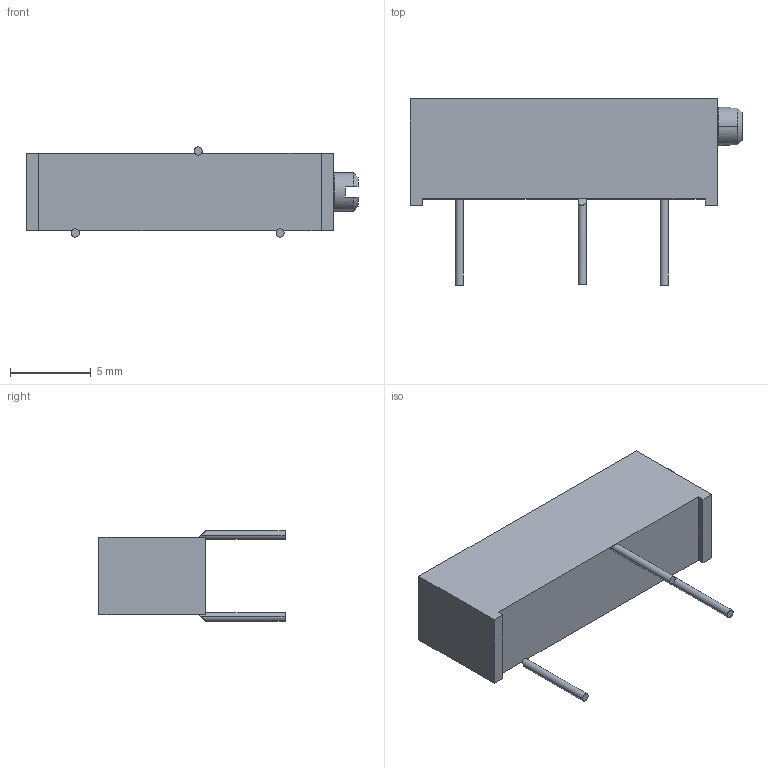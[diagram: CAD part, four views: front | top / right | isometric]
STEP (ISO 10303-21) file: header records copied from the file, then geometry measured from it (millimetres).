
FILE_DESCRIPTION((''),'2;1');
FILE_NAME('3006W','2013-08-01T',('maxm'),('Bourns, Inc.'),'PRO/ENGINEER BY PARAMETRIC TECHNOLOGY CORPORATION, 2012230','PRO/ENGINEER BY PARAMETRIC TECHNOLOGY CORPORATION, 2012230','');
FILE_SCHEMA(('CONFIG_CONTROL_DESIGN'));
Length unit declared in the file: inch
Products named in the file (1): 3006W
Bounding box: 20.57 x 11.53 x 5.59 mm (x, y, z)
Volume: 581.2 mm3; surface area: 530.4 mm2
Topology: 1 solids, 2 shells, 39 faces, 96 edges, 62 vertices
Faces by surface type: plane 23, cylinder 12, cone 4
Entity records: 1226 total; most frequent: CARTESIAN_POINT 254, DIRECTION 192, ORIENTED_EDGE 192, EDGE_CURVE 96, AXIS2_PLACEMENT_3D 70, VERTEX_POINT 62, VECTOR 52, LINE 52
